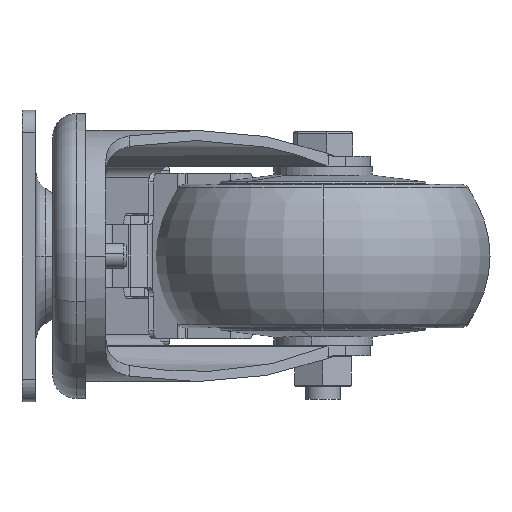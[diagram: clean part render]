
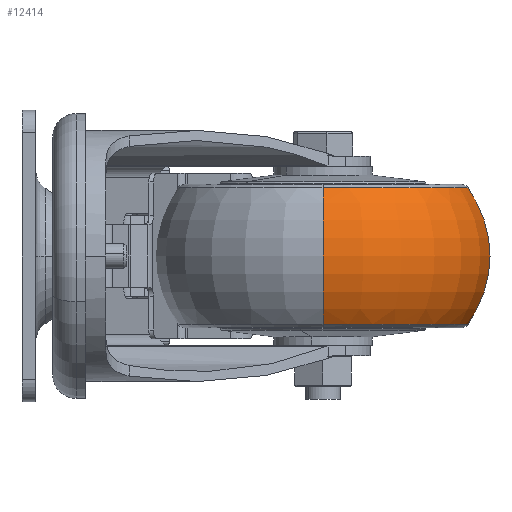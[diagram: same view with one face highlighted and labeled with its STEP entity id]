
A CAD part, left-side view. The second image highlights one B-rep face of the part: STEP entity #12414.
In plain terms, the highlighted toroidal (fillet/blend) face has major radius 12.5 mm and minor radius 25 mm.
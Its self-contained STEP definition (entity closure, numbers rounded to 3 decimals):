
#810 = AXIS2_PLACEMENT_3D ( 'NONE', #16500, #8069, #18940 ) ;
#826 = DIRECTION ( 'NONE',  ( 0., 0., -1. ) ) ;
#1315 = TOROIDAL_SURFACE ( 'NONE', #7653, 12.5, 25. ) ;
#1905 = DIRECTION ( 'NONE',  ( 0., 0., -1. ) ) ;
#3111 = EDGE_LOOP ( 'NONE', ( #4700, #20872, #14404, #5378 ) ) ;
#4311 = DIRECTION ( 'NONE',  ( -1., 0., 0. ) ) ;
#4595 = FACE_OUTER_BOUND ( 'NONE', #3111, .T. ) ;
#4700 = ORIENTED_EDGE ( 'NONE', *, *, #12729, .F. ) ;
#5378 = ORIENTED_EDGE ( 'NONE', *, *, #14270, .F. ) ;
#7653 = AXIS2_PLACEMENT_3D ( 'NONE', #28165, #1905, #4311 ) ;
#8069 = DIRECTION ( 'NONE',  ( 0., 0., -1. ) ) ;
#9365 = DIRECTION ( 'NONE',  ( 0., -1., 0. ) ) ;
#9517 = VERTEX_POINT ( 'NONE', #15740 ) ;
#9585 = DIRECTION ( 'NONE',  ( -1., 0., 0. ) ) ;
#10413 = DIRECTION ( 'NONE',  ( 0., 1., 0. ) ) ;
#10560 = CIRCLE ( 'NONE', #21091, 25. ) ;
#10997 = EDGE_CURVE ( 'NONE', #23164, #9517, #20418, .T. ) ;
#11471 = CARTESIAN_POINT ( 'NONE',  ( 32.335, 37.5, -15.217 ) ) ;
#12365 = VERTEX_POINT ( 'NONE', #11471 ) ;
#12414 = ADVANCED_FACE ( 'NONE', ( #4595 ), #1315, .T. ) ;
#12729 = EDGE_CURVE ( 'NONE', #23164, #12365, #20961, .T. ) ;
#14270 = EDGE_CURVE ( 'NONE', #12365, #16237, #17885, .T. ) ;
#14404 = ORIENTED_EDGE ( 'NONE', *, *, #14837, .T. ) ;
#14837 = EDGE_CURVE ( 'NONE', #9517, #16237, #10560, .T. ) ;
#15104 = CARTESIAN_POINT ( 'NONE',  ( 12.5, 37.5, 0. ) ) ;
#15740 = CARTESIAN_POINT ( 'NONE',  ( -32.335, 37.5, 15.217 ) ) ;
#16237 = VERTEX_POINT ( 'NONE', #22207 ) ;
#16265 = CARTESIAN_POINT ( 'NONE',  ( 0., 37.5, -15.217 ) ) ;
#16500 = CARTESIAN_POINT ( 'NONE',  ( 0., 37.5, 15.217 ) ) ;
#17261 = AXIS2_PLACEMENT_3D ( 'NONE', #15104, #10413, #26259 ) ;
#17885 = CIRCLE ( 'NONE', #22925, 32.335 ) ;
#18251 = CARTESIAN_POINT ( 'NONE',  ( 32.335, 37.5, 15.217 ) ) ;
#18940 = DIRECTION ( 'NONE',  ( -1., 0., 0. ) ) ;
#20405 = CARTESIAN_POINT ( 'NONE',  ( -12.5, 37.5, 0. ) ) ;
#20418 = CIRCLE ( 'NONE', #810, 32.335 ) ;
#20872 = ORIENTED_EDGE ( 'NONE', *, *, #10997, .T. ) ;
#20961 = CIRCLE ( 'NONE', #17261, 25. ) ;
#21091 = AXIS2_PLACEMENT_3D ( 'NONE', #20405, #9365, #826 ) ;
#22207 = CARTESIAN_POINT ( 'NONE',  ( -32.335, 37.5, -15.217 ) ) ;
#22925 = AXIS2_PLACEMENT_3D ( 'NONE', #16265, #25022, #9585 ) ;
#23164 = VERTEX_POINT ( 'NONE', #18251 ) ;
#25022 = DIRECTION ( 'NONE',  ( 0., 0., -1. ) ) ;
#26259 = DIRECTION ( 'NONE',  ( -1., 0., 0. ) ) ;
#28165 = CARTESIAN_POINT ( 'NONE',  ( 0., 37.5, 0. ) ) ;
